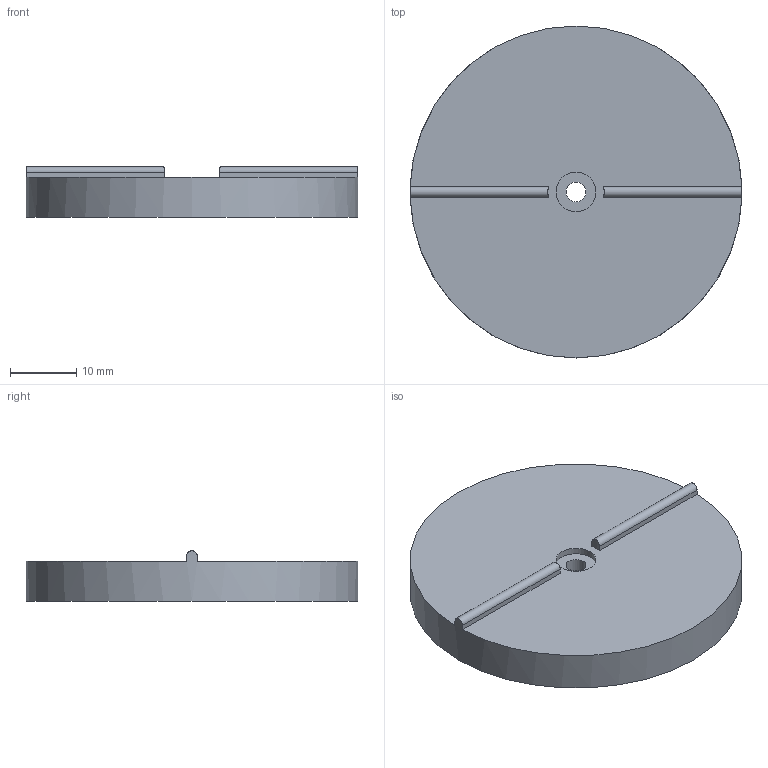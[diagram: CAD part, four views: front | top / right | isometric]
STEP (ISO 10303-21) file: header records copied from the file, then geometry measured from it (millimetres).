
FILE_DESCRIPTION(/* description */ (''),/* implementation_level */ '2;1');
FILE_NAME(/* name */ 'Al_Template_Base.stp',/* time_stamp */ '2021-03-12T13:48:14+01:00',/* author */ ('vakilim'),/* organization */ (''),/* preprocessor_version */ 'ST-DEVELOPER v17',/* originating_system */ 'Autodesk Inventor 2018',/* authorisation */ '');
FILE_SCHEMA (('AUTOMOTIVE_DESIGN { 1 0 10303 214 3 1 1 }'));
Length unit declared in the file: millimetre
Products named in the file (1): Al_Template_Base
Bounding box: 50 x 50 x 7.6 mm (x, y, z)
Volume: 11783.4 mm3; surface area: 5036.4 mm2
Topology: 1 solids, 1 shells, 16 faces, 41 edges, 28 vertices
Faces by surface type: cylinder 8, plane 7, cone 1
Full cylindrical faces by diameter (mm): 3 x1, 6 x2, 50 x1
Entity records: 598 total; most frequent: CARTESIAN_POINT 155, DIRECTION 85, ORIENTED_EDGE 82, EDGE_CURVE 41, AXIS2_PLACEMENT_3D 32, VERTEX_POINT 28, LINE 21, VECTOR 21
